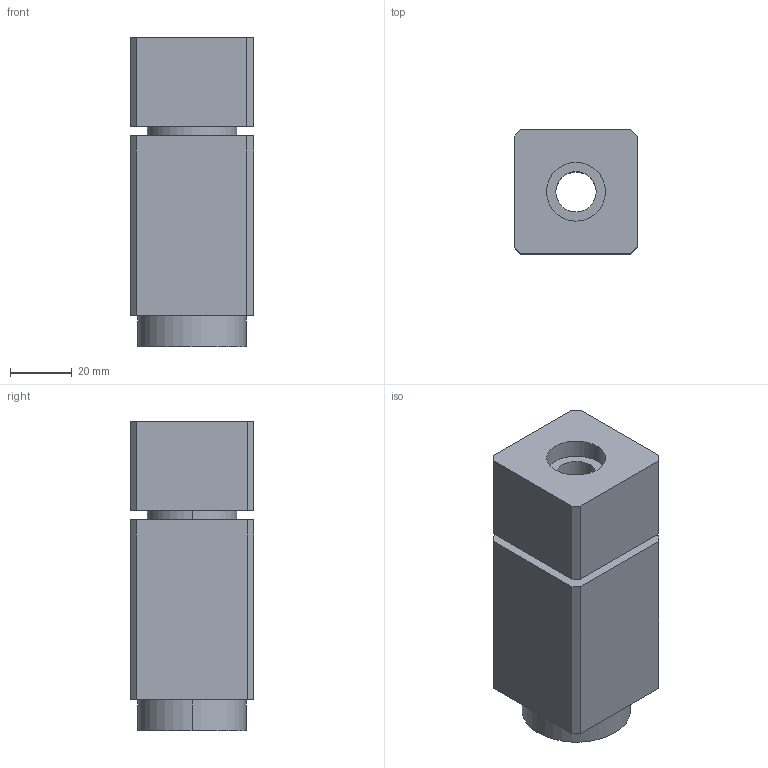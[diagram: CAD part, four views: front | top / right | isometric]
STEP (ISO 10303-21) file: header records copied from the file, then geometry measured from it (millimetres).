
FILE_DESCRIPTION (( 'STEP AP214' ), '1' );
FILE_NAME ('挕ん蜊.STEP', '2025-07-21T02:50:33', ( '' ), ( '' ), 'SwSTEP 2.0', 'SolidWorks 2022', '' );
FILE_SCHEMA (( 'AUTOMOTIVE_DESIGN' ));
Length unit declared in the file: millimetre
Products named in the file (1): 武器改
Bounding box: 40 x 40 x 100 mm (x, y, z)
Volume: 134951.9 mm3; surface area: 23953.9 mm2
Topology: 1 solids, 1 shells, 33 faces, 78 edges, 52 vertices
Faces by surface type: plane 23, cylinder 10
Entity records: 990 total; most frequent: DIRECTION 166, CARTESIAN_POINT 164, ORIENTED_EDGE 156, EDGE_CURVE 78, VECTOR 58, LINE 58, AXIS2_PLACEMENT_3D 54, VERTEX_POINT 52
